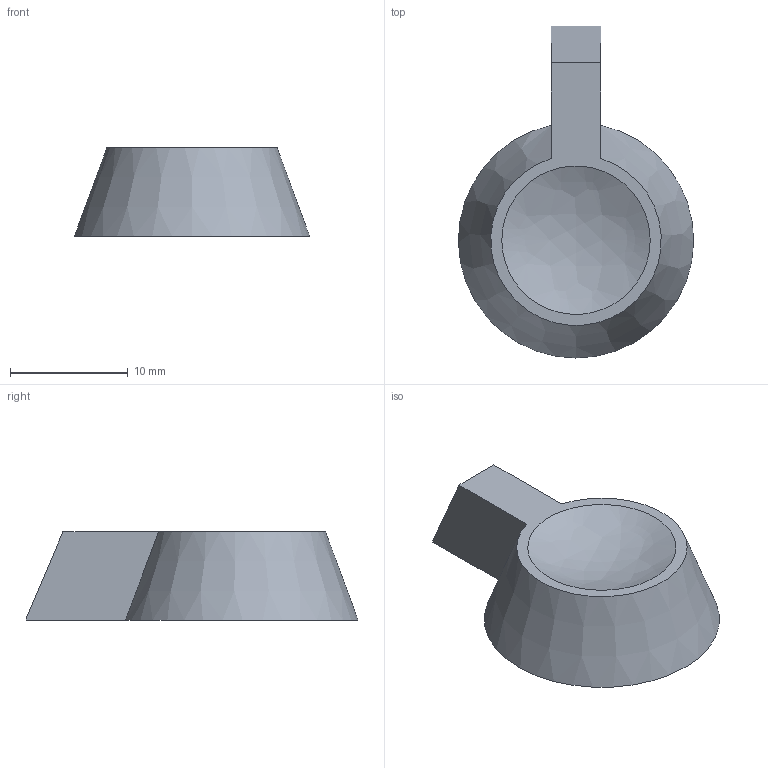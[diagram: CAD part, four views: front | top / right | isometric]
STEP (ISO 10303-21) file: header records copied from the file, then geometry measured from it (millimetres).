
FILE_DESCRIPTION (( 'STEP AP214' ), '1' );
FILE_NAME ('LCD-knob.step', '2018-05-02T21:59:01', ( '' ), ( '' ), 'SwSTEP 2.0', 'SolidWorks 2017', '' );
FILE_SCHEMA (( 'AUTOMOTIVE_DESIGN' ));
Length unit declared in the file: millimetre
Products named in the file (1): LCD-knob
Bounding box: 20 x 28.22 x 7.5 mm (x, y, z)
Volume: 1723 mm3; surface area: 1413.2 mm2
Topology: 1 solids, 1 shells, 24 faces, 62 edges, 42 vertices
Faces by surface type: plane 12, cone 6, cylinder 5, bspline 1
Entity records: 874 total; most frequent: CARTESIAN_POINT 257, ORIENTED_EDGE 124, DIRECTION 116, EDGE_CURVE 62, VERTEX_POINT 42, AXIS2_PLACEMENT_3D 42, VECTOR 32, LINE 32
